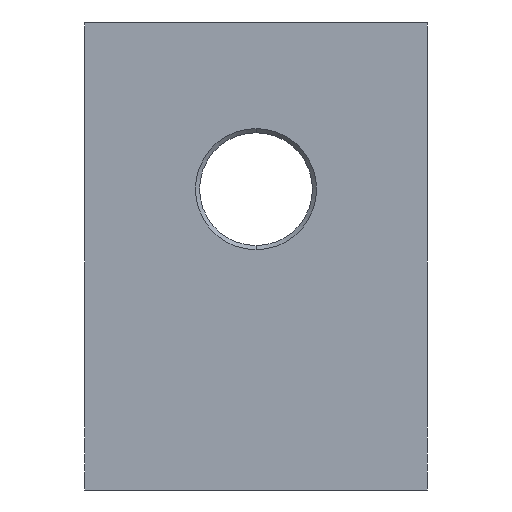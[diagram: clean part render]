
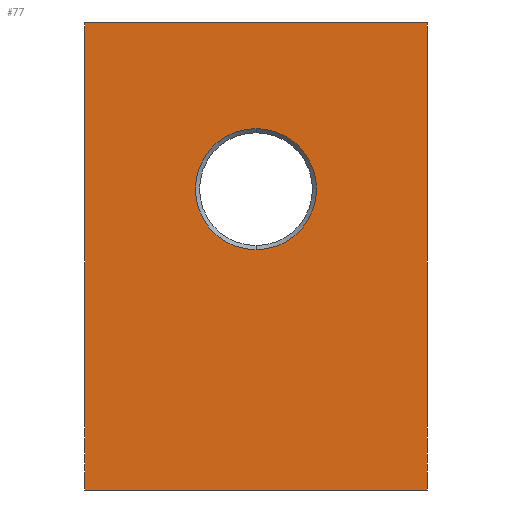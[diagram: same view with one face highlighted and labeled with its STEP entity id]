
A CAD part, front view. The second image highlights one B-rep face of the part: STEP entity #77.
In plain terms, the highlighted planar face has unit normal (0, -1, 0).
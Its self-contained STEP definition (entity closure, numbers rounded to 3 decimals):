
#77=ADVANCED_FACE('NONE',(#169,#170),#171,.F.);
#169=FACE_OUTER_BOUND('',#280,.T.);
#170=FACE_BOUND('',#281,.T.);
#171=PLANE('',#282);
#280=EDGE_LOOP('',(#434,#435,#436,#437));
#281=EDGE_LOOP('',(#438,#439));
#282=AXIS2_PLACEMENT_3D('',#440,#441,#442);
#434=ORIENTED_EDGE('',*,*,#677,.T.);
#435=ORIENTED_EDGE('',*,*,#678,.F.);
#436=ORIENTED_EDGE('',*,*,#679,.F.);
#437=ORIENTED_EDGE('',*,*,#680,.T.);
#438=ORIENTED_EDGE('',*,*,#665,.T.);
#439=ORIENTED_EDGE('',*,*,#681,.T.);
#440=CARTESIAN_POINT('',(20.5,0.0,56.0));
#441=DIRECTION('',(-0.0,1.0,0.0));
#442=DIRECTION('',(1.0,0.0,0.0));
#665=EDGE_CURVE('NONE',#799,#797,#800,.T.);
#677=EDGE_CURVE('NONE',#812,#813,#814,.T.);
#678=EDGE_CURVE('NONE',#815,#813,#816,.T.);
#679=EDGE_CURVE('NONE',#817,#815,#818,.T.);
#680=EDGE_CURVE('NONE',#817,#812,#819,.T.);
#681=EDGE_CURVE('NONE',#797,#799,#820,.T.);
#797=VERTEX_POINT('NONE',#975);
#799=VERTEX_POINT('NONE',#978);
#800=CIRCLE('',#979,7.25);
#812=VERTEX_POINT('NONE',#998);
#813=VERTEX_POINT('NONE',#999);
#814=LINE('',#1000,#1001);
#815=VERTEX_POINT('NONE',#1002);
#816=LINE('',#1003,#1004);
#817=VERTEX_POINT('NONE',#1005);
#818=LINE('',#1006,#1007);
#819=LINE('',#1008,#1009);
#820=CIRCLE('',#1010,7.25);
#975=CARTESIAN_POINT('',(0.,0.0,43.25));
#978=CARTESIAN_POINT('',(0.0,0.0,28.75));
#979=AXIS2_PLACEMENT_3D('',#1164,#1165,#1166);
#998=CARTESIAN_POINT('',(-20.5,0.0,56.0));
#999=CARTESIAN_POINT('',(-20.5,0.0,0.0));
#1000=CARTESIAN_POINT('',(-20.5,0.0,56.0));
#1001=VECTOR('',#1174,1000.0);
#1002=CARTESIAN_POINT('',(20.5,0.0,0.0));
#1003=CARTESIAN_POINT('',(20.5,0.0,0.0));
#1004=VECTOR('',#1175,1000.0);
#1005=CARTESIAN_POINT('',(20.5,0.0,56.0));
#1006=CARTESIAN_POINT('',(20.5,0.0,56.0));
#1007=VECTOR('',#1176,1000.0);
#1008=CARTESIAN_POINT('',(20.5,0.0,56.0));
#1009=VECTOR('',#1177,1000.0);
#1010=AXIS2_PLACEMENT_3D('',#1178,#1179,#1180);
#1164=CARTESIAN_POINT('',(0.0,0.0,36.0));
#1165=DIRECTION('',(-0.0,1.0,0.0));
#1166=DIRECTION('',(0.0,0.0,1.0));
#1174=DIRECTION('',(0.0,0.0,-1.0));
#1175=DIRECTION('',(-1.0,-0.0,-0.0));
#1176=DIRECTION('',(0.0,0.0,-1.0));
#1177=DIRECTION('',(-1.0,-0.0,-0.0));
#1178=CARTESIAN_POINT('',(0.0,0.0,36.0));
#1179=DIRECTION('',(-0.0,1.0,0.0));
#1180=DIRECTION('',(0.0,0.0,1.0));
